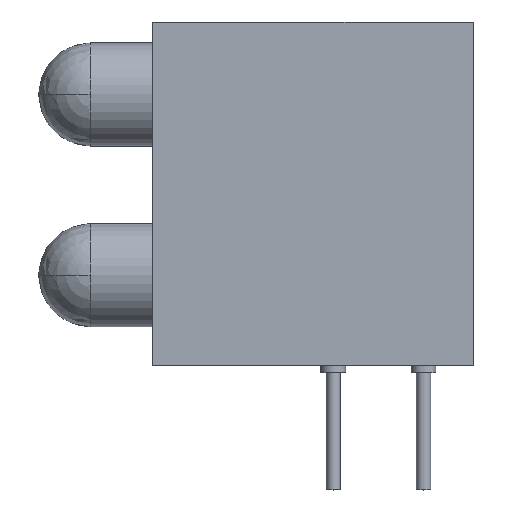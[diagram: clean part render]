
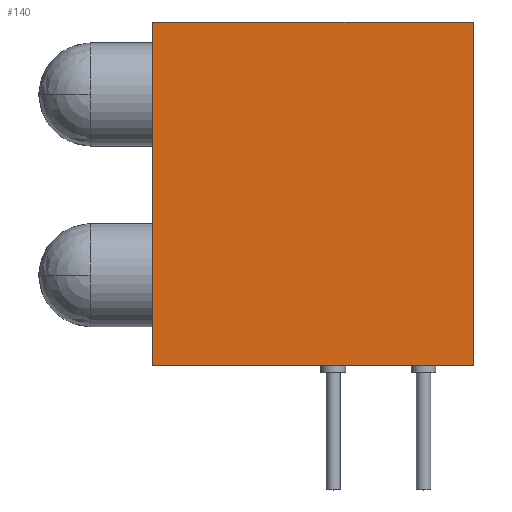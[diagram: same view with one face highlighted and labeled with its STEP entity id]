
A CAD part, top view. The second image highlights one B-rep face of the part: STEP entity #140.
In plain terms, the highlighted planar face has unit normal (0, 0, 1).
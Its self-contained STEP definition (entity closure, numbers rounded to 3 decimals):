
#140=ADVANCED_FACE('',(#298),#299,.T.);
#298=FACE_OUTER_BOUND('',#469,.T.);
#299=PLANE('',#470);
#469=EDGE_LOOP('',(#787,#788,#789,#790));
#470=AXIS2_PLACEMENT_3D('',#791,#792,#793);
#787=ORIENTED_EDGE('',*,*,#1092,.T.);
#788=ORIENTED_EDGE('',*,*,#1090,.T.);
#789=ORIENTED_EDGE('',*,*,#1093,.T.);
#790=ORIENTED_EDGE('',*,*,#1094,.T.);
#791=CARTESIAN_POINT('',(4.51,2.29,2.16));
#792=DIRECTION('',(0.0,0.0,1.0));
#793=DIRECTION('',(1.0,0.0,0.0));
#1090=EDGE_CURVE('',#1320,#1322,#1324,.T.);
#1092=EDGE_CURVE('',#1326,#1320,#1327,.T.);
#1093=EDGE_CURVE('',#1322,#1328,#1329,.T.);
#1094=EDGE_CURVE('',#1328,#1326,#1330,.T.);
#1320=VERTEX_POINT('',#1599);
#1322=VERTEX_POINT('',#1602);
#1324=LINE('',#1605,#1606);
#1326=VERTEX_POINT('',#1608);
#1327=LINE('',#1609,#1610);
#1328=VERTEX_POINT('',#1611);
#1329=LINE('',#1612,#1613);
#1330=LINE('',#1614,#1615);
#1599=CARTESIAN_POINT('',(9.02,7.115,2.16));
#1602=CARTESIAN_POINT('',(0.0,7.115,2.16));
#1605=CARTESIAN_POINT('',(4.51,7.115,2.16));
#1606=VECTOR('',#1874,1.0);
#1608=CARTESIAN_POINT('',(9.02,-2.535,2.16));
#1609=CARTESIAN_POINT('',(9.02,2.29,2.16));
#1610=VECTOR('',#1875,1.0);
#1611=CARTESIAN_POINT('',(0.0,-2.535,2.16));
#1612=CARTESIAN_POINT('',(0.0,2.29,2.16));
#1613=VECTOR('',#1876,1.0);
#1614=CARTESIAN_POINT('',(4.51,-2.535,2.16));
#1615=VECTOR('',#1877,1.0);
#1874=DIRECTION('',(-1.0,0.0,0.0));
#1875=DIRECTION('',(0.0,1.0,0.0));
#1876=DIRECTION('',(0.0,-1.0,0.0));
#1877=DIRECTION('',(1.0,0.0,0.0));
